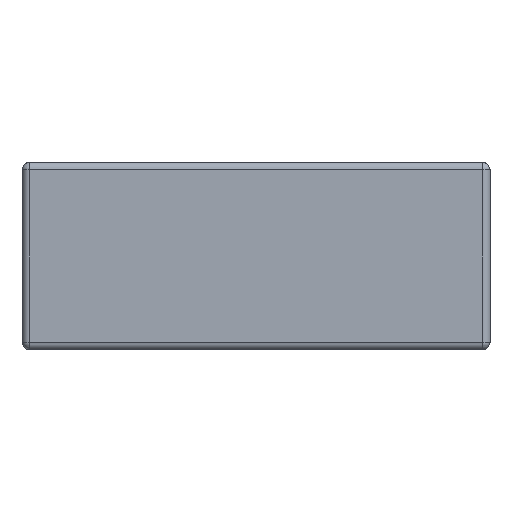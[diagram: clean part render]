
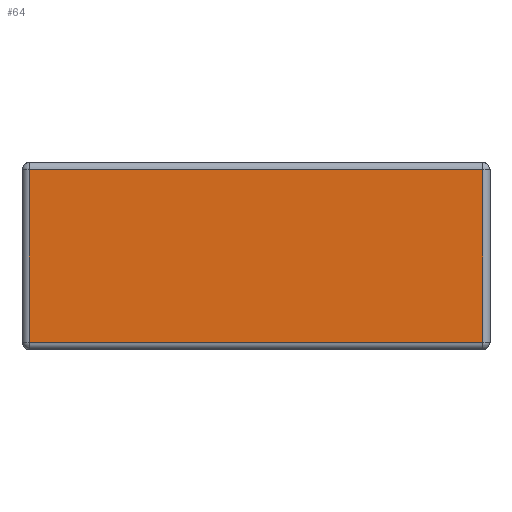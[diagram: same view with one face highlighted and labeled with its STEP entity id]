
A CAD part, front view. The second image highlights one B-rep face of the part: STEP entity #64.
In plain terms, the highlighted planar face has unit normal (0, -1, 0).
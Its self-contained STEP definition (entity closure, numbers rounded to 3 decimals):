
#64 = ADVANCED_FACE( '', ( #146 ), #147, .T. );
#146 = FACE_OUTER_BOUND( '', #246, .T. );
#147 = PLANE( '', #247 );
#246 = EDGE_LOOP( '', ( #345, #346, #347, #348 ) );
#247 = AXIS2_PLACEMENT_3D( '', #349, #350, #351 );
#345 = ORIENTED_EDGE( '', *, *, #574, .T. );
#346 = ORIENTED_EDGE( '', *, *, #575, .T. );
#347 = ORIENTED_EDGE( '', *, *, #570, .T. );
#348 = ORIENTED_EDGE( '', *, *, #576, .T. );
#349 = CARTESIAN_POINT( '', ( -0.625, -0.5, -0.25 ) );
#350 = DIRECTION( '', ( 0., -1., 0. ) );
#351 = DIRECTION( '', ( 0., 0., -1. ) );
#570 = EDGE_CURVE( '', #660, #658, #661, .T. );
#574 = EDGE_CURVE( '', #666, #667, #668, .T. );
#575 = EDGE_CURVE( '', #667, #660, #669, .T. );
#576 = EDGE_CURVE( '', #658, #666, #670, .T. );
#658 = VERTEX_POINT( '', #782 );
#660 = VERTEX_POINT( '', #784 );
#661 = LINE( '', #785, #786 );
#666 = VERTEX_POINT( '', #792 );
#667 = VERTEX_POINT( '', #793 );
#668 = LINE( '', #794, #795 );
#669 = LINE( '', #796, #797 );
#670 = LINE( '', #798, #799 );
#782 = CARTESIAN_POINT( '', ( 0.605, -0.5, 0.23 ) );
#784 = CARTESIAN_POINT( '', ( 0.605, -0.5, -0.23 ) );
#785 = CARTESIAN_POINT( '', ( 0.605, -0.5, 0.25 ) );
#786 = VECTOR( '', #943, 1000. );
#792 = CARTESIAN_POINT( '', ( -0.605, -0.5, 0.23 ) );
#793 = CARTESIAN_POINT( '', ( -0.605, -0.5, -0.23 ) );
#794 = CARTESIAN_POINT( '', ( -0.605, -0.5, -0.25 ) );
#795 = VECTOR( '', #948, 1000. );
#796 = CARTESIAN_POINT( '', ( 0.625, -0.5, -0.23 ) );
#797 = VECTOR( '', #949, 1000. );
#798 = CARTESIAN_POINT( '', ( -0.625, -0.5, 0.23 ) );
#799 = VECTOR( '', #950, 1000. );
#943 = DIRECTION( '', ( 0., 0., 1. ) );
#948 = DIRECTION( '', ( 0., 0., -1. ) );
#949 = DIRECTION( '', ( 1., 0., 0. ) );
#950 = DIRECTION( '', ( -1., 0., 0. ) );
